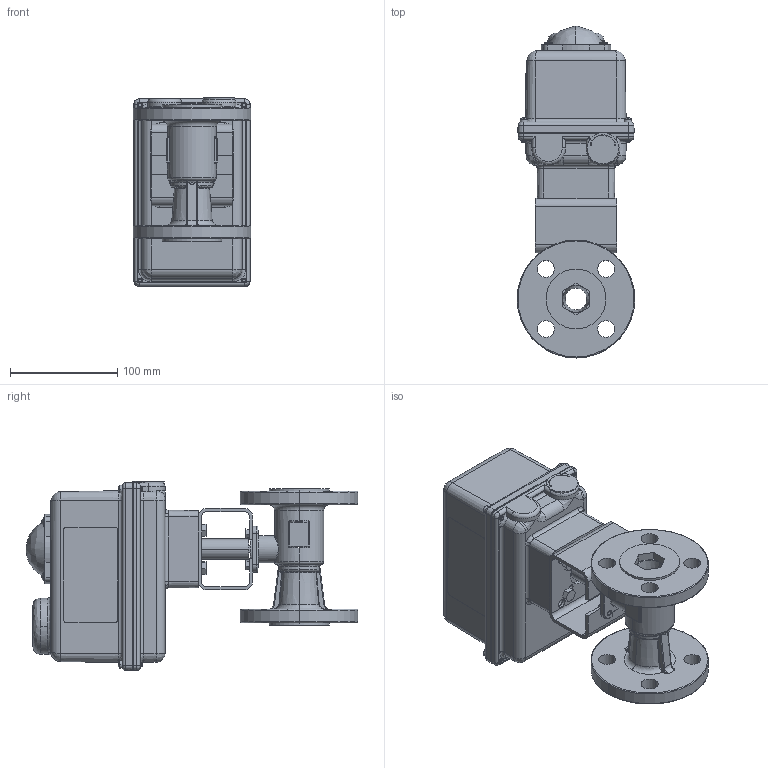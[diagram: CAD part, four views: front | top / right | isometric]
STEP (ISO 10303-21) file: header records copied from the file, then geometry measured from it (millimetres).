
FILE_DESCRIPTION (( 'STEP AP203' ), '1' );
FILE_NAME ('2000R-100_ER-2.STEP', '2018-01-09T21:25:13', ( '' ), ( '' ), 'SwSTEP 2.0', 'SolidWorks 2014', '' );
FILE_SCHEMA (( 'CONFIG_CONTROL_DESIGN' ));
Length unit declared in the file: inch
Products named in the file (1): 2000R-100_ER-2
Bounding box: 109.7 x 309.38 x 176.31 mm (x, y, z)
Surface area: 205297 mm2 (no closed solid volume)
Topology: 0 solids, 16 shells, 726 faces, 2356 edges, 1621 vertices
Faces by surface type: plane 235, cylinder 234, bspline 137, cone 76, torus 41, sphere 3
Entity records: 43407 total; most frequent: CARTESIAN_POINT 24905, ORIENTED_EDGE 3967, DIRECTION 3255, EDGE_CURVE 2343, VERTEX_POINT 1621, AXIS2_PLACEMENT_3D 1234, EDGE_LOOP 831, VECTOR 787
